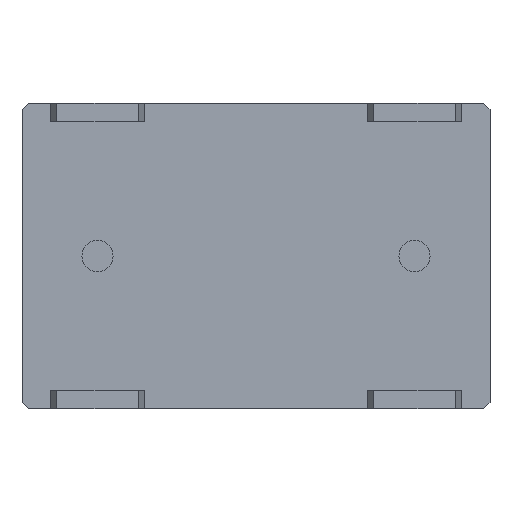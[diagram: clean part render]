
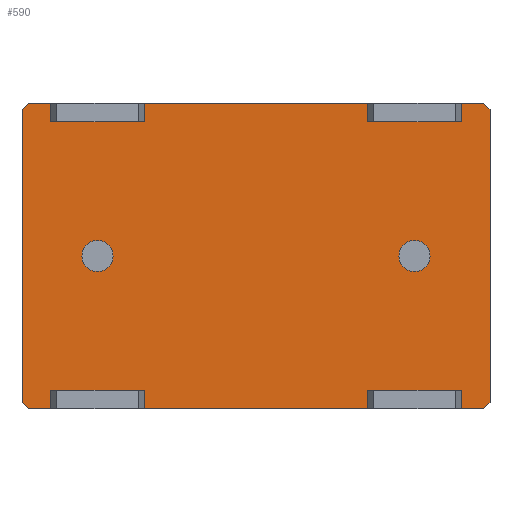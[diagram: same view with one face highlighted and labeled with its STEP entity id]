
A CAD part, front view. The second image highlights one B-rep face of the part: STEP entity #590.
In plain terms, the highlighted planar face has unit normal (0, -1, 0).
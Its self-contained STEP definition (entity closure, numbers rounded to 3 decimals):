
#25=FACE_BOUND('',#89,.T.);
#26=FACE_BOUND('',#90,.T.);
#54=FACE_OUTER_BOUND('',#88,.T.);
#88=EDGE_LOOP('',(#495,#496,#497,#498,#499,#500,#501,#502,#503,#504,#505,
#506,#507,#508,#509,#510));
#89=EDGE_LOOP('',(#511,#512,#513,#514));
#90=EDGE_LOOP('',(#515,#516,#517,#518));
#99=LINE('',#811,#173);
#103=LINE('',#818,#177);
#111=LINE('',#834,#185);
#113=LINE('',#838,#187);
#115=LINE('',#842,#189);
#117=LINE('',#846,#191);
#119=LINE('',#850,#193);
#126=LINE('',#865,#200);
#128=LINE('',#870,#202);
#130=LINE('',#873,#204);
#134=LINE('',#882,#208);
#136=LINE('',#888,#210);
#141=LINE('',#896,#215);
#145=LINE('',#905,#219);
#147=LINE('',#911,#221);
#152=LINE('',#919,#226);
#153=LINE('',#921,#227);
#157=LINE('',#930,#231);
#159=LINE('',#936,#233);
#164=LINE('',#944,#238);
#165=LINE('',#946,#239);
#166=LINE('',#948,#240);
#167=LINE('',#949,#241);
#168=LINE('',#950,#242);
#173=VECTOR('',#657,10.);
#177=VECTOR('',#663,10.);
#185=VECTOR('',#675,10.);
#187=VECTOR('',#679,10.);
#189=VECTOR('',#683,10.);
#191=VECTOR('',#687,10.);
#193=VECTOR('',#691,10.);
#200=VECTOR('',#702,10.);
#202=VECTOR('',#706,10.);
#204=VECTOR('',#710,10.);
#208=VECTOR('',#716,10.);
#210=VECTOR('',#720,10.);
#215=VECTOR('',#729,10.);
#219=VECTOR('',#735,10.);
#221=VECTOR('',#739,10.);
#226=VECTOR('',#748,10.);
#227=VECTOR('',#751,10.);
#231=VECTOR('',#757,10.);
#233=VECTOR('',#761,10.);
#238=VECTOR('',#770,10.);
#239=VECTOR('',#773,10.);
#240=VECTOR('',#776,10.);
#241=VECTOR('',#777,10.);
#242=VECTOR('',#778,10.);
#247=VERTEX_POINT('',#808);
#248=VERTEX_POINT('',#810);
#250=VERTEX_POINT('',#816);
#256=VERTEX_POINT('',#832);
#257=VERTEX_POINT('',#836);
#258=VERTEX_POINT('',#840);
#259=VERTEX_POINT('',#844);
#260=VERTEX_POINT('',#848);
#265=VERTEX_POINT('',#861);
#266=VERTEX_POINT('',#863);
#267=VERTEX_POINT('',#867);
#268=VERTEX_POINT('',#869);
#269=VERTEX_POINT('',#875);
#272=VERTEX_POINT('',#880);
#274=VERTEX_POINT('',#885);
#275=VERTEX_POINT('',#887);
#278=VERTEX_POINT('',#899);
#280=VERTEX_POINT('',#903);
#281=VERTEX_POINT('',#907);
#283=VERTEX_POINT('',#910);
#286=VERTEX_POINT('',#924);
#288=VERTEX_POINT('',#928);
#289=VERTEX_POINT('',#932);
#291=VERTEX_POINT('',#935);
#299=EDGE_CURVE('',#247,#248,#99,.T.);
#303=EDGE_CURVE('',#247,#250,#103,.T.);
#311=EDGE_CURVE('',#256,#250,#111,.T.);
#313=EDGE_CURVE('',#256,#257,#113,.T.);
#315=EDGE_CURVE('',#258,#257,#115,.T.);
#317=EDGE_CURVE('',#258,#259,#117,.T.);
#319=EDGE_CURVE('',#260,#259,#119,.T.);
#326=EDGE_CURVE('',#265,#266,#126,.T.);
#328=EDGE_CURVE('',#268,#267,#128,.T.);
#330=EDGE_CURVE('',#266,#268,#130,.T.);
#334=EDGE_CURVE('',#269,#272,#134,.T.);
#336=EDGE_CURVE('',#275,#274,#136,.T.);
#341=EDGE_CURVE('',#272,#275,#141,.T.);
#345=EDGE_CURVE('',#278,#280,#145,.T.);
#347=EDGE_CURVE('',#283,#281,#147,.T.);
#352=EDGE_CURVE('',#281,#278,#152,.T.);
#353=EDGE_CURVE('',#280,#283,#153,.T.);
#357=EDGE_CURVE('',#286,#288,#157,.T.);
#359=EDGE_CURVE('',#291,#289,#159,.T.);
#364=EDGE_CURVE('',#289,#286,#164,.T.);
#365=EDGE_CURVE('',#288,#291,#165,.T.);
#366=EDGE_CURVE('',#267,#248,#166,.T.);
#367=EDGE_CURVE('',#274,#265,#167,.T.);
#368=EDGE_CURVE('',#260,#269,#168,.T.);
#495=ORIENTED_EDGE('',*,*,#299,.F.);
#496=ORIENTED_EDGE('',*,*,#303,.T.);
#497=ORIENTED_EDGE('',*,*,#311,.F.);
#498=ORIENTED_EDGE('',*,*,#313,.T.);
#499=ORIENTED_EDGE('',*,*,#315,.F.);
#500=ORIENTED_EDGE('',*,*,#317,.T.);
#501=ORIENTED_EDGE('',*,*,#319,.F.);
#502=ORIENTED_EDGE('',*,*,#368,.T.);
#503=ORIENTED_EDGE('',*,*,#334,.T.);
#504=ORIENTED_EDGE('',*,*,#341,.T.);
#505=ORIENTED_EDGE('',*,*,#336,.T.);
#506=ORIENTED_EDGE('',*,*,#367,.T.);
#507=ORIENTED_EDGE('',*,*,#326,.T.);
#508=ORIENTED_EDGE('',*,*,#330,.T.);
#509=ORIENTED_EDGE('',*,*,#328,.T.);
#510=ORIENTED_EDGE('',*,*,#366,.T.);
#511=ORIENTED_EDGE('',*,*,#347,.T.);
#512=ORIENTED_EDGE('',*,*,#352,.T.);
#513=ORIENTED_EDGE('',*,*,#345,.T.);
#514=ORIENTED_EDGE('',*,*,#353,.T.);
#515=ORIENTED_EDGE('',*,*,#359,.T.);
#516=ORIENTED_EDGE('',*,*,#364,.T.);
#517=ORIENTED_EDGE('',*,*,#357,.T.);
#518=ORIENTED_EDGE('',*,*,#365,.T.);
#558=PLANE('',#640);
#590=ADVANCED_FACE('',(#54,#25,#26),#558,.F.);
#640=AXIS2_PLACEMENT_3D('',#951,#779,#780);
#657=DIRECTION('',(-0.707,0.,-0.707));
#663=DIRECTION('',(0.,0.,1.));
#675=DIRECTION('',(0.707,0.,-0.707));
#679=DIRECTION('',(-1.,0.,0.));
#683=DIRECTION('',(0.707,0.,0.707));
#687=DIRECTION('',(0.,0.,-1.));
#691=DIRECTION('',(-0.707,0.,0.707));
#702=DIRECTION('',(0.,0.,1.));
#706=DIRECTION('',(0.,0.,-1.));
#710=DIRECTION('',(1.,0.,0.));
#716=DIRECTION('',(0.,0.,1.));
#720=DIRECTION('',(0.,0.,-1.));
#729=DIRECTION('',(1.,0.,0.));
#735=DIRECTION('',(0.,0.,-1.));
#739=DIRECTION('',(0.,0.,1.));
#748=DIRECTION('',(1.,0.,0.));
#751=DIRECTION('',(-1.,0.,0.));
#757=DIRECTION('',(0.,0.,-1.));
#761=DIRECTION('',(0.,0.,1.));
#770=DIRECTION('',(1.,0.,0.));
#773=DIRECTION('',(-1.,0.,0.));
#776=DIRECTION('',(1.,0.,0.));
#777=DIRECTION('',(1.,0.,0.));
#778=DIRECTION('',(1.,0.,0.));
#779=DIRECTION('center_axis',(0.,1.,0.));
#780=DIRECTION('ref_axis',(1.,0.,0.));
#808=CARTESIAN_POINT('',(3.75,0.5,-2.35));
#810=CARTESIAN_POINT('',(3.65,0.5,-2.45));
#811=CARTESIAN_POINT('',(3.375,0.5,-2.725));
#816=CARTESIAN_POINT('',(3.75,0.5,2.35));
#818=CARTESIAN_POINT('',(3.75,0.5,-2.45));
#832=CARTESIAN_POINT('',(3.65,0.5,2.45));
#834=CARTESIAN_POINT('',(3.375,0.5,2.725));
#836=CARTESIAN_POINT('',(-3.65,0.5,2.45));
#838=CARTESIAN_POINT('',(3.75,0.5,2.45));
#840=CARTESIAN_POINT('',(-3.75,0.5,2.35));
#842=CARTESIAN_POINT('',(-3.375,0.5,2.725));
#844=CARTESIAN_POINT('',(-3.75,0.5,-2.35));
#846=CARTESIAN_POINT('',(-3.75,0.5,2.45));
#848=CARTESIAN_POINT('',(-3.65,0.5,-2.45));
#850=CARTESIAN_POINT('',(-3.375,0.5,-2.725));
#861=CARTESIAN_POINT('',(1.79,0.5,-2.45));
#863=CARTESIAN_POINT('',(1.79,0.5,-2.15));
#865=CARTESIAN_POINT('',(1.79,0.5,-1.225));
#867=CARTESIAN_POINT('',(3.29,0.5,-2.45));
#869=CARTESIAN_POINT('',(3.29,0.5,-2.15));
#870=CARTESIAN_POINT('',(3.29,0.5,-1.225));
#873=CARTESIAN_POINT('',(1.27,0.5,-2.15));
#875=CARTESIAN_POINT('',(-3.29,0.5,-2.45));
#880=CARTESIAN_POINT('',(-3.29,0.5,-2.15));
#882=CARTESIAN_POINT('',(-3.29,0.5,-1.225));
#885=CARTESIAN_POINT('',(-1.79,0.5,-2.45));
#887=CARTESIAN_POINT('',(-1.79,0.5,-2.15));
#888=CARTESIAN_POINT('',(-1.79,0.5,-1.225));
#896=CARTESIAN_POINT('',(-1.27,0.5,-2.15));
#899=CARTESIAN_POINT('',(3.29,0.5,2.45));
#903=CARTESIAN_POINT('',(3.29,0.5,2.15));
#905=CARTESIAN_POINT('',(3.29,0.5,1.225));
#907=CARTESIAN_POINT('',(1.79,0.5,2.45));
#910=CARTESIAN_POINT('',(1.79,0.5,2.15));
#911=CARTESIAN_POINT('',(1.79,0.5,1.225));
#919=CARTESIAN_POINT('',(1.27,0.5,2.45));
#921=CARTESIAN_POINT('',(1.27,0.5,2.15));
#924=CARTESIAN_POINT('',(-1.79,0.5,2.45));
#928=CARTESIAN_POINT('',(-1.79,0.5,2.15));
#930=CARTESIAN_POINT('',(-1.79,0.5,1.225));
#932=CARTESIAN_POINT('',(-3.29,0.5,2.45));
#935=CARTESIAN_POINT('',(-3.29,0.5,2.15));
#936=CARTESIAN_POINT('',(-3.29,0.5,1.225));
#944=CARTESIAN_POINT('',(-1.27,0.5,2.45));
#946=CARTESIAN_POINT('',(-1.27,0.5,2.15));
#948=CARTESIAN_POINT('',(-3.75,0.5,-2.45));
#949=CARTESIAN_POINT('',(-3.75,0.5,-2.45));
#950=CARTESIAN_POINT('',(-3.75,0.5,-2.45));
#951=CARTESIAN_POINT('Origin',(0.,0.5,0.));
